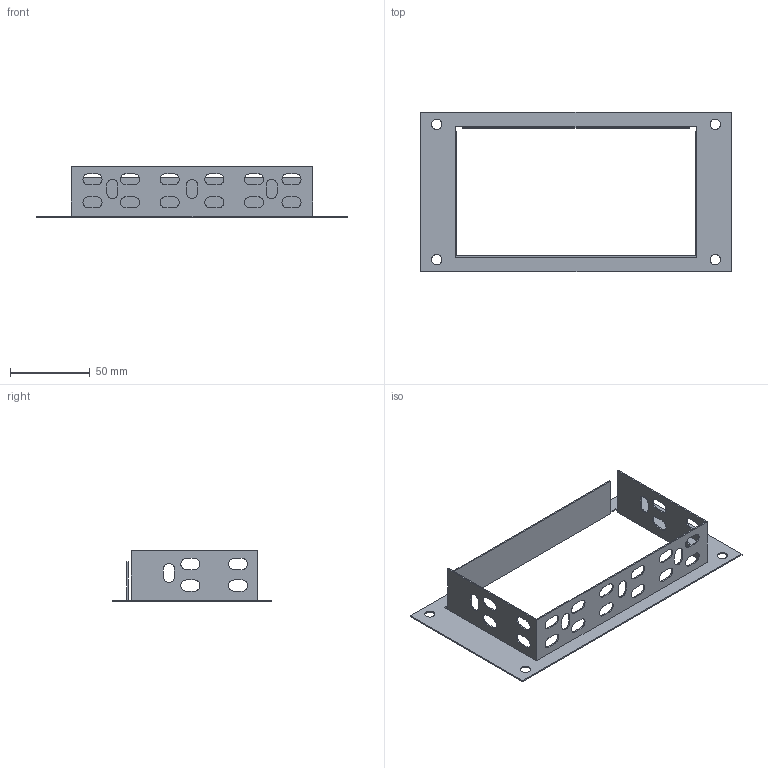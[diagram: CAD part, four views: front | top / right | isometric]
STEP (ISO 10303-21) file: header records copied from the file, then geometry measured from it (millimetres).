
FILE_DESCRIPTION (( 'STEP AP203' ), '1' );
FILE_NAME ('CLP1CF-080-150-M-HDZ Ñîåäèíèòåëüíûé ôëàíåö 80õ150 IEK HDZ.STEP', '2016-02-05T09:20:29', ( '' ), ( '' ), 'SwSTEP 2.0', 'SolidWorks 2014', '' );
FILE_SCHEMA (( 'CONFIG_CONTROL_DESIGN' ));
Length unit declared in the file: millimetre
Products named in the file (1): CLP1CF-080-150-M-HDZ Ñîåäèíèòåëüíûé ôëàíåö 80õ150 IEK HDZ
Bounding box: 195 x 100 x 32 mm (x, y, z)
Volume: 14787.9 mm3; surface area: 38862.9 mm2
Topology: 1 solids, 1 shells, 137 faces, 401 edges, 266 vertices
Faces by surface type: plane 81, cylinder 56
Full cylindrical faces by diameter (mm): 6.5 x4
Entity records: 4733 total; most frequent: CARTESIAN_POINT 810, ORIENTED_EDGE 794, DIRECTION 780, EDGE_CURVE 397, LINE 284, VECTOR 284, VERTEX_POINT 266, AXIS2_PLACEMENT_3D 248
